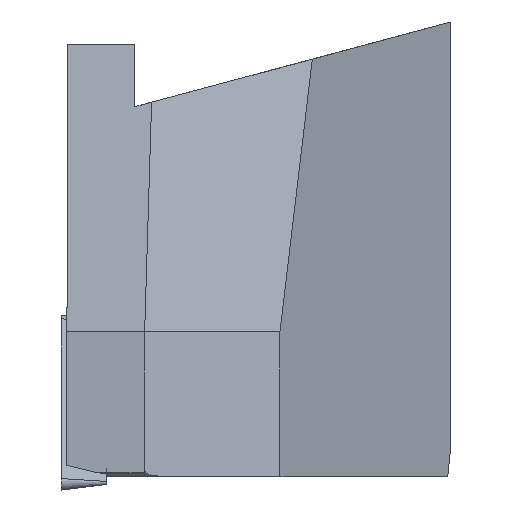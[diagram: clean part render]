
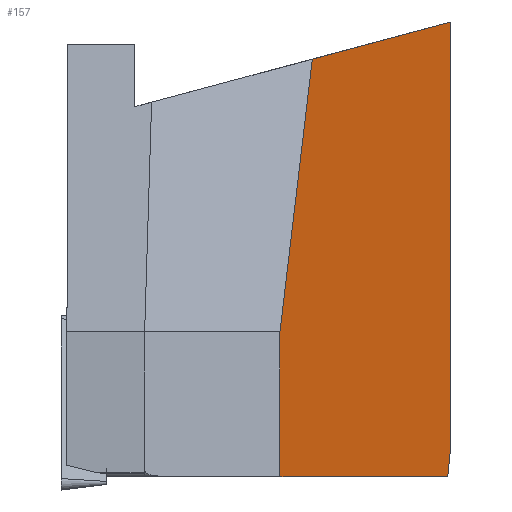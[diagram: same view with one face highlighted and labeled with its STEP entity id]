
A CAD part, left-side view. The second image highlights one B-rep face of the part: STEP entity #157.
In plain terms, the highlighted planar face has unit normal (-0.5, -0.866, 0).
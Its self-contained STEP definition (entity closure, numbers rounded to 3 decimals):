
#157=ADVANCED_FACE('',(#231),#198,.F.);
#198=PLANE('',#935);
#231=FACE_OUTER_BOUND('',#264,.T.);
#264=EDGE_LOOP('',(#437,#438,#439,#440,#441,#442));
#437=ORIENTED_EDGE('',*,*,#637,.F.);
#438=ORIENTED_EDGE('',*,*,#658,.T.);
#439=ORIENTED_EDGE('',*,*,#623,.T.);
#440=ORIENTED_EDGE('',*,*,#614,.F.);
#441=ORIENTED_EDGE('',*,*,#656,.F.);
#442=ORIENTED_EDGE('',*,*,#630,.F.);
#541=VERTEX_POINT('',#1269);
#542=VERTEX_POINT('',#1271);
#546=VERTEX_POINT('',#1288);
#549=VERTEX_POINT('',#1299);
#551=VERTEX_POINT('',#1302);
#557=VERTEX_POINT('',#1315);
#614=EDGE_CURVE('',#541,#542,#709,.T.);
#623=EDGE_CURVE('',#546,#542,#718,.T.);
#630=EDGE_CURVE('',#549,#551,#725,.T.);
#637=EDGE_CURVE('',#557,#549,#731,.T.);
#656=EDGE_CURVE('',#551,#541,#746,.T.);
#658=EDGE_CURVE('',#557,#546,#748,.T.);
#709=LINE('',#1270,#783);
#718=LINE('',#1287,#792);
#725=LINE('',#1301,#799);
#731=LINE('',#1316,#805);
#746=LINE('',#1351,#820);
#748=LINE('',#1356,#822);
#783=VECTOR('',#1025,1.);
#792=VECTOR('',#1042,1.);
#799=VECTOR('',#1053,1.);
#805=VECTOR('',#1063,1.);
#820=VECTOR('',#1100,1.);
#822=VECTOR('',#1108,1.);
#935=AXIS2_PLACEMENT_3D('',#1357,#1109,#1110);
#1025=DIRECTION('',(-0.866,0.5,0.));
#1042=DIRECTION('',(0.,0.,-1.));
#1053=DIRECTION('',(0.,0.,-1.));
#1063=DIRECTION('',(0.858,-0.496,0.133));
#1100=DIRECTION('',(-0.173,0.1,-0.98));
#1108=DIRECTION('',(-0.199,0.115,-0.973));
#1109=DIRECTION('',(0.5,0.866,0.));
#1110=DIRECTION('',(0.866,-0.5,0.));
#1269=CARTESIAN_POINT('',(-25.594,-39.658,-38.599));
#1270=CARTESIAN_POINT('',(-98.623,2.506,-38.599));
#1271=CARTESIAN_POINT('',(-55.912,-22.154,-38.599));
#1287=CARTESIAN_POINT('',(-55.912,-22.154,15.458));
#1288=CARTESIAN_POINT('',(-55.912,-22.154,-23.49));
#1299=CARTESIAN_POINT('',(-25.001,-40.,8.842));
#1301=CARTESIAN_POINT('',(-25.001,-40.,-38.599));
#1302=CARTESIAN_POINT('',(-25.001,-40.,-35.234));
#1315=CARTESIAN_POINT('',(-50.079,-25.521,4.963));
#1316=CARTESIAN_POINT('',(-80.258,-8.097,0.294));
#1351=CARTESIAN_POINT('',(-26.114,-39.358,-41.544));
#1356=CARTESIAN_POINT('',(-46.711,-27.465,21.392));
#1357=CARTESIAN_POINT('',(-25.001,-40.,15.458));
